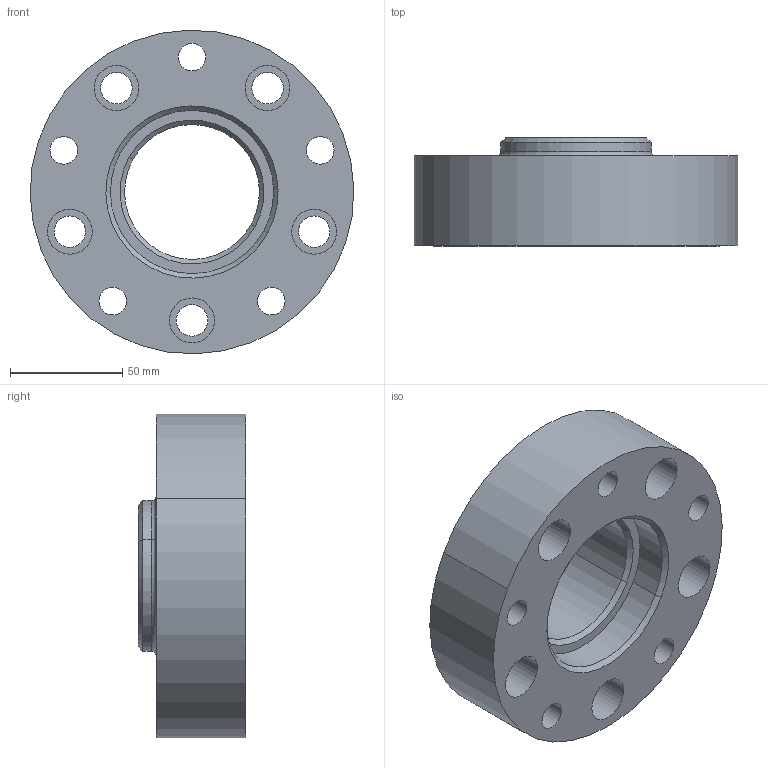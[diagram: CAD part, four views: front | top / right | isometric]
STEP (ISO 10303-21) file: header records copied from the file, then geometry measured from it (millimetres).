
FILE_DESCRIPTION(('CATIA V5 STEP Exchange'),'2;1');
FILE_NAME('calles 40 double.stp','2019-02-04T18:55:53+00:00',('none'),('none'),'CATIA Version 5 Release 19 SP 2 (IN-10)','CATIA V5 STEP AP203','none');
FILE_SCHEMA(('CONFIG_CONTROL_DESIGN'));
Length unit declared in the file: millimetre
Products named in the file (1): Part4
Bounding box: 143.96 x 48 x 143.96 mm (x, y, z)
Volume: 434966.3 mm3; surface area: 73179.4 mm2
Topology: 1 solids, 1 shells, 70 faces, 160 edges, 104 vertices
Faces by surface type: cylinder 48, plane 14, cone 6, torus 2
Entity records: 1841 total; most frequent: ORIENTED_EDGE 320, CARTESIAN_POINT 302, DIRECTION 234, EDGE_CURVE 160, AXIS2_PLACEMENT_3D 144, CIRCLE 106, EDGE_LOOP 104, VERTEX_POINT 104
